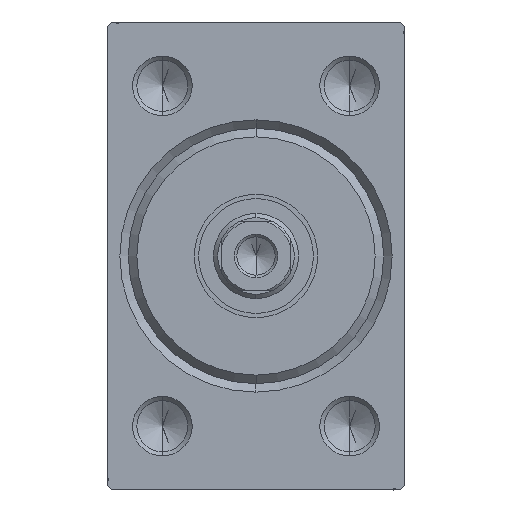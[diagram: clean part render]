
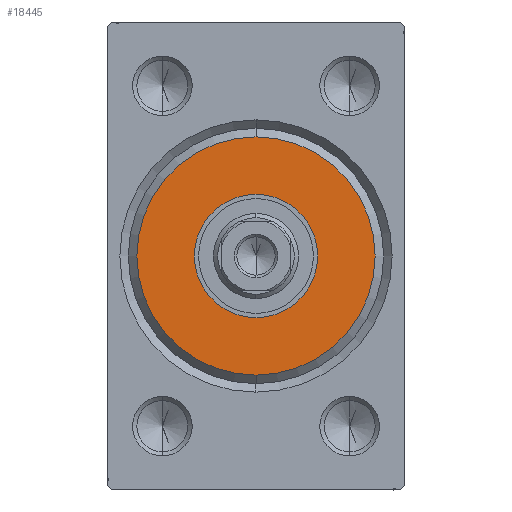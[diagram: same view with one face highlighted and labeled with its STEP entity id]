
A CAD part, left-side view. The second image highlights one B-rep face of the part: STEP entity #18445.
In plain terms, the highlighted face is planar.
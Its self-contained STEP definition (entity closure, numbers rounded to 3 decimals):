
#242 = DIRECTION ( 'NONE',  ( 0., 0., -1. ) ) ;
#359 = FACE_OUTER_BOUND ( 'NONE', #14137, .T. ) ;
#1139 = EDGE_LOOP ( 'NONE', ( #1256, #38234 ) ) ;
#1256 = ORIENTED_EDGE ( 'NONE', *, *, #30425, .F. ) ;
#5868 = CARTESIAN_POINT ( 'NONE',  ( 3., 0., 0. ) ) ;
#6509 = VERTEX_POINT ( 'NONE', #27724 ) ;
#6952 = ORIENTED_EDGE ( 'NONE', *, *, #15073, .T. ) ;
#10151 = CIRCLE ( 'NONE', #15859, 7.25 ) ;
#10630 = CARTESIAN_POINT ( 'NONE',  ( 3., 0., 7.25 ) ) ;
#10641 = DIRECTION ( 'NONE',  ( 0., 0., -1. ) ) ;
#10872 = DIRECTION ( 'NONE',  ( 1., 0., 0. ) ) ;
#11709 = DIRECTION ( 'NONE',  ( 1., 0., 0. ) ) ;
#14000 = PLANE ( 'NONE',  #38671 ) ;
#14137 = EDGE_LOOP ( 'NONE', ( #19897, #6952 ) ) ;
#14905 = DIRECTION ( 'NONE',  ( 1., 0., 0. ) ) ;
#15073 = EDGE_CURVE ( 'NONE', #31667, #6509, #17118, .T. ) ;
#15859 = AXIS2_PLACEMENT_3D ( 'NONE', #38045, #23969, #17270 ) ;
#16991 = DIRECTION ( 'NONE',  ( 1., 0., 0. ) ) ;
#17118 = CIRCLE ( 'NONE', #27122, 14. ) ;
#17270 = DIRECTION ( 'NONE',  ( 0., 0., -1. ) ) ;
#18445 = ADVANCED_FACE ( 'NONE', ( #359, #34083 ), #14000, .T. ) ;
#18616 = DIRECTION ( 'NONE',  ( 0., 0., -1. ) ) ;
#18958 = EDGE_CURVE ( 'NONE', #33479, #29722, #39225, .T. ) ;
#19897 = ORIENTED_EDGE ( 'NONE', *, *, #38859, .T. ) ;
#21054 = AXIS2_PLACEMENT_3D ( 'NONE', #5868, #14905, #34991 ) ;
#23165 = CIRCLE ( 'NONE', #21054, 14. ) ;
#23969 = DIRECTION ( 'NONE',  ( 1., 0., 0. ) ) ;
#25543 = CARTESIAN_POINT ( 'NONE',  ( 3., 0., 0. ) ) ;
#27122 = AXIS2_PLACEMENT_3D ( 'NONE', #37332, #16991, #242 ) ;
#27613 = CARTESIAN_POINT ( 'NONE',  ( 3., 0., 0. ) ) ;
#27724 = CARTESIAN_POINT ( 'NONE',  ( 3., 0., 14. ) ) ;
#29722 = VERTEX_POINT ( 'NONE', #37700 ) ;
#30425 = EDGE_CURVE ( 'NONE', #29722, #33479, #10151, .T. ) ;
#31667 = VERTEX_POINT ( 'NONE', #41207 ) ;
#33474 = AXIS2_PLACEMENT_3D ( 'NONE', #25543, #11709, #18616 ) ;
#33479 = VERTEX_POINT ( 'NONE', #10630 ) ;
#34083 = FACE_BOUND ( 'NONE', #1139, .T. ) ;
#34991 = DIRECTION ( 'NONE',  ( 0., 0., -1. ) ) ;
#37332 = CARTESIAN_POINT ( 'NONE',  ( 3., 0., 0. ) ) ;
#37700 = CARTESIAN_POINT ( 'NONE',  ( 3., 0., -7.25 ) ) ;
#38045 = CARTESIAN_POINT ( 'NONE',  ( 3., 0., 0. ) ) ;
#38234 = ORIENTED_EDGE ( 'NONE', *, *, #18958, .F. ) ;
#38671 = AXIS2_PLACEMENT_3D ( 'NONE', #27613, #10872, #10641 ) ;
#38859 = EDGE_CURVE ( 'NONE', #6509, #31667, #23165, .T. ) ;
#39225 = CIRCLE ( 'NONE', #33474, 7.25 ) ;
#41207 = CARTESIAN_POINT ( 'NONE',  ( 3., 0., -14. ) ) ;
